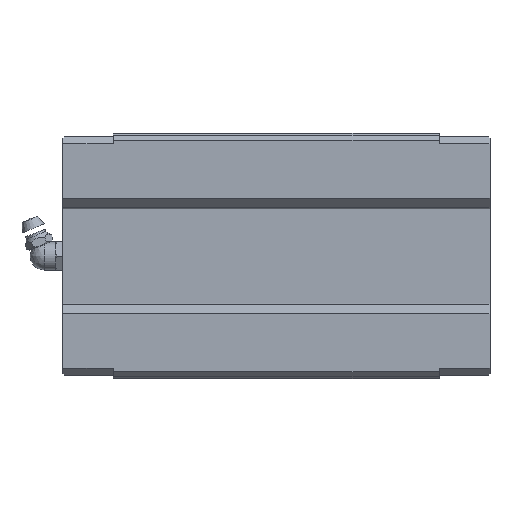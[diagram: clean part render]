
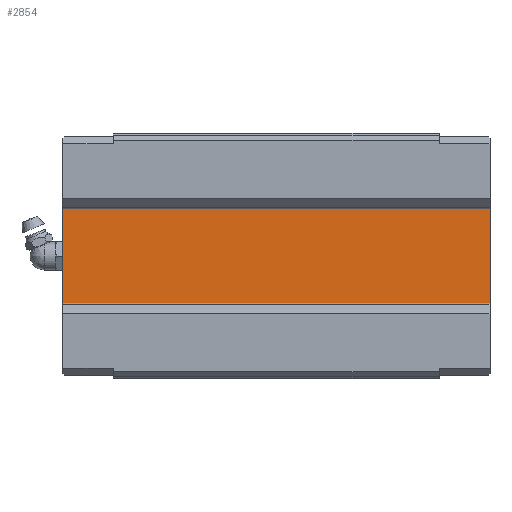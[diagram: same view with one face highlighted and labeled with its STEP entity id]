
A CAD part, front view. The second image highlights one B-rep face of the part: STEP entity #2854.
In plain terms, the highlighted planar face has unit normal (0, -1, 0).
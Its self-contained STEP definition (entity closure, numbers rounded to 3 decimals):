
#100 = CARTESIAN_POINT ( 'NONE',  ( 61., 18.5, -14.018 ) ) ;
#129 = LINE ( 'NONE', #5004, #2485 ) ;
#159 = ORIENTED_EDGE ( 'NONE', *, *, #3369, .T. ) ;
#294 = CARTESIAN_POINT ( 'NONE',  ( -61., 18.5, 14.018 ) ) ;
#336 = DIRECTION ( 'NONE',  ( 0., -1., 0. ) ) ;
#360 = LINE ( 'NONE', #1675, #4638 ) ;
#492 = LINE ( 'NONE', #2957, #709 ) ;
#565 = ORIENTED_EDGE ( 'NONE', *, *, #1549, .T. ) ;
#709 = VECTOR ( 'NONE', #4992, 1000. ) ;
#1118 = DIRECTION ( 'NONE',  ( 0., 0., -1. ) ) ;
#1186 = PLANE ( 'NONE',  #3016 ) ;
#1300 = LINE ( 'NONE', #1329, #5109 ) ;
#1329 = CARTESIAN_POINT ( 'NONE',  ( 61., 18.5, -14.018 ) ) ;
#1526 = VERTEX_POINT ( 'NONE', #100 ) ;
#1549 = EDGE_CURVE ( 'NONE', #2568, #5128, #129, .T. ) ;
#1675 = CARTESIAN_POINT ( 'NONE',  ( 61., 18.5, 14.018 ) ) ;
#2209 = CARTESIAN_POINT ( 'NONE',  ( -61., 18.5, -14.018 ) ) ;
#2485 = VECTOR ( 'NONE', #4618, 1000. ) ;
#2518 = VERTEX_POINT ( 'NONE', #2749 ) ;
#2568 = VERTEX_POINT ( 'NONE', #294 ) ;
#2749 = CARTESIAN_POINT ( 'NONE',  ( 61., 18.5, 14.018 ) ) ;
#2854 = ADVANCED_FACE ( 'NONE', ( #3924 ), #1186, .T. ) ;
#2957 = CARTESIAN_POINT ( 'NONE',  ( 61., 18.5, -14.018 ) ) ;
#3016 = AXIS2_PLACEMENT_3D ( 'NONE', #3205, #336, #1118 ) ;
#3205 = CARTESIAN_POINT ( 'NONE',  ( 61., 18.5, -14.018 ) ) ;
#3234 = EDGE_LOOP ( 'NONE', ( #4641, #159, #565, #3322 ) ) ;
#3322 = ORIENTED_EDGE ( 'NONE', *, *, #4620, .T. ) ;
#3369 = EDGE_CURVE ( 'NONE', #2518, #2568, #360, .T. ) ;
#3924 = FACE_OUTER_BOUND ( 'NONE', #3234, .T. ) ;
#4428 = EDGE_CURVE ( 'NONE', #1526, #2518, #1300, .T. ) ;
#4481 = DIRECTION ( 'NONE',  ( -1., 0., 0. ) ) ;
#4618 = DIRECTION ( 'NONE',  ( 0., 0., -1. ) ) ;
#4620 = EDGE_CURVE ( 'NONE', #5128, #1526, #492, .T. ) ;
#4638 = VECTOR ( 'NONE', #4481, 1000. ) ;
#4641 = ORIENTED_EDGE ( 'NONE', *, *, #4428, .T. ) ;
#4887 = DIRECTION ( 'NONE',  ( 0., 0., 1. ) ) ;
#4992 = DIRECTION ( 'NONE',  ( 1., 0., 0. ) ) ;
#5004 = CARTESIAN_POINT ( 'NONE',  ( -61., 18.5, -14.018 ) ) ;
#5109 = VECTOR ( 'NONE', #4887, 1000. ) ;
#5128 = VERTEX_POINT ( 'NONE', #2209 ) ;
